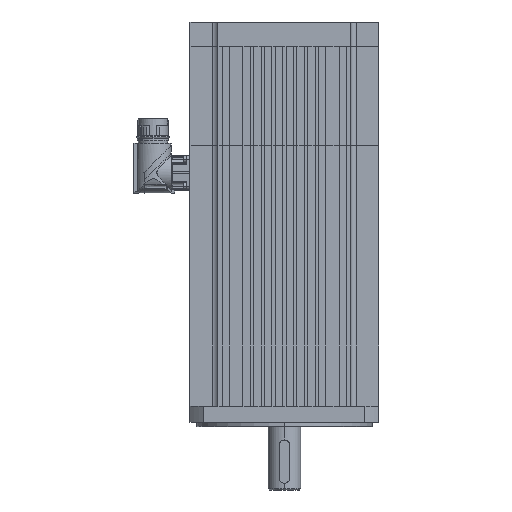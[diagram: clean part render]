
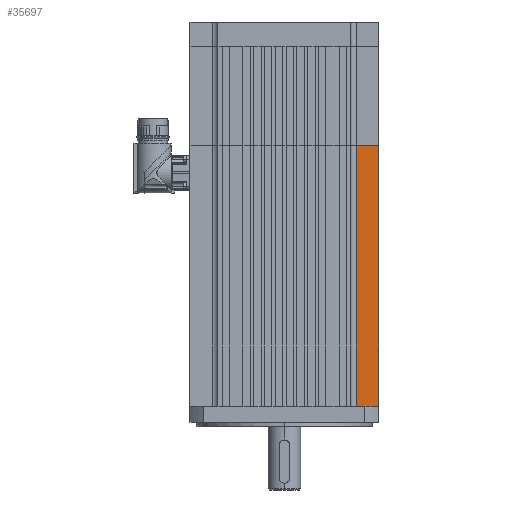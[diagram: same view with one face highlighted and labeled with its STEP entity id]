
A CAD part, left-side view. The second image highlights one B-rep face of the part: STEP entity #35697.
In plain terms, the highlighted face is planar.
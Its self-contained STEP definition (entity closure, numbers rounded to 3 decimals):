
#30778=CARTESIAN_POINT('',(-49.3,-53.3,193.0));
#30779=VERTEX_POINT('',#30778);
#30803=CARTESIAN_POINT('',(-49.3,-70.0,193.0));
#30804=VERTEX_POINT('',#30803);
#30805=CARTESIAN_POINT('',(-49.3,-70.0,193.0));
#30806=DIRECTION('',(0.0,1.0,0.0));
#30807=VECTOR('',#30806,16.7);
#30808=LINE('',#30805,#30807);
#30809=EDGE_CURVE('',#30804,#30779,#30808,.T.);
#33544=CARTESIAN_POINT('',(-49.3,-70.0,0.0));
#33545=VERTEX_POINT('',#33544);
#33552=CARTESIAN_POINT('',(-49.3,-53.3,0.0));
#33553=VERTEX_POINT('',#33552);
#33554=CARTESIAN_POINT('',(-49.3,-53.3,0.0));
#33555=DIRECTION('',(0.0,-1.0,0.0));
#33556=VECTOR('',#33555,16.7);
#33557=LINE('',#33554,#33556);
#33558=EDGE_CURVE('',#33553,#33545,#33557,.T.);
#35670=CARTESIAN_POINT('',(-49.3,-70.0,0.0));
#35671=DIRECTION('',(0.0,0.0,1.0));
#35672=VECTOR('',#35671,193.0);
#35673=LINE('',#35670,#35672);
#35674=EDGE_CURVE('',#33545,#30804,#35673,.T.);
#35681=CARTESIAN_POINT('',(-49.3,-70.0,0.0));
#35682=DIRECTION('',(-1.0,0.0,0.0));
#35683=DIRECTION('',(0.0,0.0,1.0));
#35684=AXIS2_PLACEMENT_3D('',#35681,#35682,#35683);
#35685=PLANE('',#35684);
#35686=ORIENTED_EDGE('',*,*,#30809,.T.);
#35687=CARTESIAN_POINT('',(-49.3,-53.3,0.0));
#35688=DIRECTION('',(0.0,0.0,1.0));
#35689=VECTOR('',#35688,193.0);
#35690=LINE('',#35687,#35689);
#35691=EDGE_CURVE('',#33553,#30779,#35690,.T.);
#35692=ORIENTED_EDGE('',*,*,#35691,.F.);
#35693=ORIENTED_EDGE('',*,*,#33558,.T.);
#35694=ORIENTED_EDGE('',*,*,#35674,.T.);
#35695=EDGE_LOOP('',(#35686,#35692,#35693,#35694));
#35696=FACE_OUTER_BOUND('',#35695,.T.);
#35697=ADVANCED_FACE('',(#35696),#35685,.T.);
